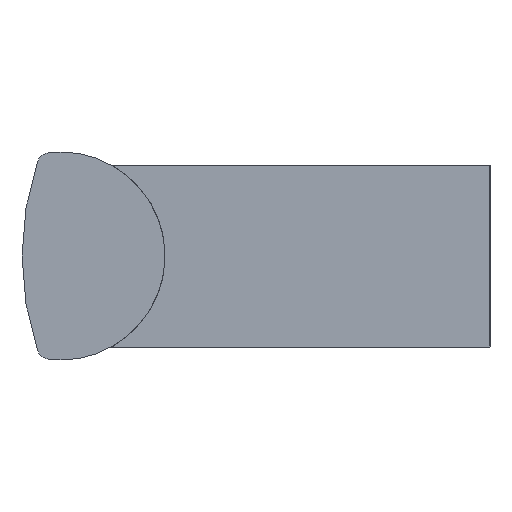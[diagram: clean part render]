
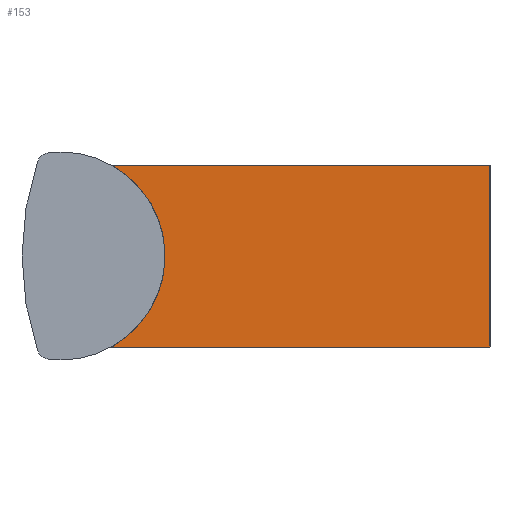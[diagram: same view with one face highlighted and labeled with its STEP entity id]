
A CAD part, left-side view. The second image highlights one B-rep face of the part: STEP entity #153.
In plain terms, the highlighted planar face has unit normal (-1, 0, 0).
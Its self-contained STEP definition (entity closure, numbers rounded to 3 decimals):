
#28 = VERTEX_POINT ( 'NONE', #417 ) ;
#29 = PLANE ( 'NONE',  #298 ) ;
#67 = LINE ( 'NONE', #423, #752 ) ;
#72 = DIRECTION ( 'NONE',  ( 0., 0., 1. ) ) ;
#145 = VERTEX_POINT ( 'NONE', #368 ) ;
#153 = ADVANCED_FACE ( 'NONE', ( #649 ), #29, .F. ) ;
#172 = CARTESIAN_POINT ( 'NONE',  ( -342., 36.002, 7. ) ) ;
#222 = DIRECTION ( 'NONE',  ( -1., 0., 0. ) ) ;
#232 = EDGE_CURVE ( 'NONE', #536, #776, #67, .T. ) ;
#261 = LINE ( 'NONE', #524, #830 ) ;
#266 = CARTESIAN_POINT ( 'NONE',  ( -342., 0., 7. ) ) ;
#282 = EDGE_LOOP ( 'NONE', ( #415, #642, #820, #367 ) ) ;
#298 = AXIS2_PLACEMENT_3D ( 'NONE', #441, #843, #836 ) ;
#331 = EDGE_CURVE ( 'NONE', #145, #536, #261, .T. ) ;
#364 = CIRCLE ( 'NONE', #392, 8. ) ;
#367 = ORIENTED_EDGE ( 'NONE', *, *, #618, .F. ) ;
#368 = CARTESIAN_POINT ( 'NONE',  ( -342., 29.127, -7. ) ) ;
#380 = DIRECTION ( 'NONE',  ( 0., -1., 0. ) ) ;
#392 = AXIS2_PLACEMENT_3D ( 'NONE', #586, #222, #818 ) ;
#415 = ORIENTED_EDGE ( 'NONE', *, *, #439, .F. ) ;
#417 = CARTESIAN_POINT ( 'NONE',  ( -342., 29.127, 7. ) ) ;
#423 = CARTESIAN_POINT ( 'NONE',  ( -342., 0., -7. ) ) ;
#432 = CARTESIAN_POINT ( 'NONE',  ( -342., 0., -7. ) ) ;
#439 = EDGE_CURVE ( 'NONE', #145, #28, #364, .T. ) ;
#441 = CARTESIAN_POINT ( 'NONE',  ( -342., 36.002, -7. ) ) ;
#462 = LINE ( 'NONE', #172, #735 ) ;
#524 = CARTESIAN_POINT ( 'NONE',  ( -342., 36.002, -7. ) ) ;
#536 = VERTEX_POINT ( 'NONE', #432 ) ;
#586 = CARTESIAN_POINT ( 'NONE',  ( -342., 33., 0. ) ) ;
#594 = DIRECTION ( 'NONE',  ( 0., -1., 0. ) ) ;
#618 = EDGE_CURVE ( 'NONE', #28, #776, #462, .T. ) ;
#642 = ORIENTED_EDGE ( 'NONE', *, *, #331, .T. ) ;
#649 = FACE_OUTER_BOUND ( 'NONE', #282, .T. ) ;
#735 = VECTOR ( 'NONE', #380, 1000. ) ;
#752 = VECTOR ( 'NONE', #72, 1000. ) ;
#776 = VERTEX_POINT ( 'NONE', #266 ) ;
#818 = DIRECTION ( 'NONE',  ( 0., 0., -1. ) ) ;
#820 = ORIENTED_EDGE ( 'NONE', *, *, #232, .T. ) ;
#830 = VECTOR ( 'NONE', #594, 1000. ) ;
#836 = DIRECTION ( 'NONE',  ( 0., 0., -1. ) ) ;
#843 = DIRECTION ( 'NONE',  ( 1., 0., 0. ) ) ;
